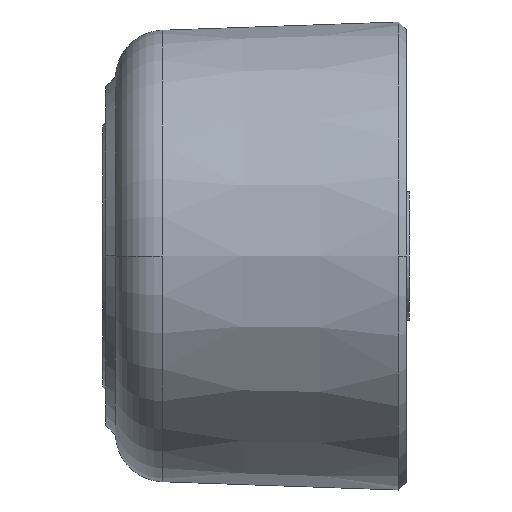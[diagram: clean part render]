
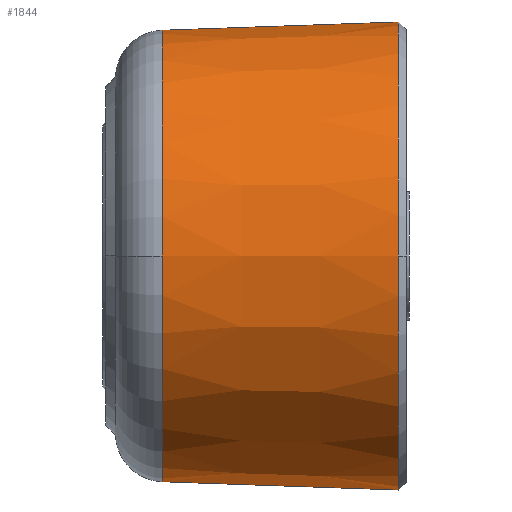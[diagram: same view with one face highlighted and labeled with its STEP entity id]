
A CAD part, left-side view. The second image highlights one B-rep face of the part: STEP entity #1844.
In plain terms, the highlighted conical face has half-angle 2 degrees and reference radius 14.483 mm.
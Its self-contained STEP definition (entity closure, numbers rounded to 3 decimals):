
#37 = AXIS2_PLACEMENT_3D ( 'NONE', #985, #4230, #5174 ) ;
#73 = CARTESIAN_POINT ( 'NONE',  ( -13.972, 15.107, 0. ) ) ;
#80 = DIRECTION ( 'NONE',  ( 0., -1., 0. ) ) ;
#379 = CARTESIAN_POINT ( 'NONE',  ( 0., 0.483, 14.483 ) ) ;
#513 = CONICAL_SURFACE ( 'NONE', #4073, 14.483, 0.035 ) ;
#518 = CARTESIAN_POINT ( 'NONE',  ( 0., 15.107, 0. ) ) ;
#676 = ORIENTED_EDGE ( 'NONE', *, *, #1783, .T. ) ;
#683 = EDGE_CURVE ( 'NONE', #5725, #5916, #2181, .T. ) ;
#764 = CARTESIAN_POINT ( 'NONE',  ( 0., 0.483, -14.483 ) ) ;
#807 = AXIS2_PLACEMENT_3D ( 'NONE', #5372, #3050, #5830 ) ;
#895 = DIRECTION ( 'NONE',  ( 0., 0., -1. ) ) ;
#917 = DIRECTION ( 'NONE',  ( 0., 0., -1. ) ) ;
#959 = ORIENTED_EDGE ( 'NONE', *, *, #4620, .T. ) ;
#985 = CARTESIAN_POINT ( 'NONE',  ( 0., 0.483, 0. ) ) ;
#1089 = AXIS2_PLACEMENT_3D ( 'NONE', #518, #4693, #2871 ) ;
#1222 = EDGE_CURVE ( 'NONE', #3188, #4057, #5555, .T. ) ;
#1285 = DIRECTION ( 'NONE',  ( 0., -0.999, -0.035 ) ) ;
#1334 = VERTEX_POINT ( 'NONE', #1578 ) ;
#1420 = DIRECTION ( 'NONE',  ( 0., -0.999, 0.035 ) ) ;
#1423 = CARTESIAN_POINT ( 'NONE',  ( 0., 0.483, 14.483 ) ) ;
#1578 = CARTESIAN_POINT ( 'NONE',  ( 0., 15.107, -13.972 ) ) ;
#1783 = EDGE_CURVE ( 'NONE', #2264, #1334, #3704, .T. ) ;
#1807 = CARTESIAN_POINT ( 'NONE',  ( 0., 15.107, 0. ) ) ;
#1844 = ADVANCED_FACE ( 'NONE', ( #2836 ), #513, .T. ) ;
#2181 = LINE ( 'NONE', #379, #5859 ) ;
#2203 = EDGE_LOOP ( 'NONE', ( #5312, #959, #676, #2379, #5136, #3001 ) ) ;
#2264 = VERTEX_POINT ( 'NONE', #73 ) ;
#2379 = ORIENTED_EDGE ( 'NONE', *, *, #3052, .T. ) ;
#2836 = FACE_OUTER_BOUND ( 'NONE', #2203, .T. ) ;
#2871 = DIRECTION ( 'NONE',  ( 0., 0., -1. ) ) ;
#3001 = ORIENTED_EDGE ( 'NONE', *, *, #3132, .T. ) ;
#3050 = DIRECTION ( 'NONE',  ( 0., 1., 0. ) ) ;
#3052 = EDGE_CURVE ( 'NONE', #1334, #3188, #3628, .T. ) ;
#3132 = EDGE_CURVE ( 'NONE', #4057, #5916, #5697, .T. ) ;
#3188 = VERTEX_POINT ( 'NONE', #764 ) ;
#3235 = DIRECTION ( 'NONE',  ( 0., -1., 0. ) ) ;
#3311 = AXIS2_PLACEMENT_3D ( 'NONE', #1807, #80, #895 ) ;
#3587 = CARTESIAN_POINT ( 'NONE',  ( 0., 0.483, -14.483 ) ) ;
#3628 = LINE ( 'NONE', #3587, #5836 ) ;
#3704 = CIRCLE ( 'NONE', #3311, 13.972 ) ;
#3901 = CARTESIAN_POINT ( 'NONE',  ( 0., 15.107, 13.972 ) ) ;
#4057 = VERTEX_POINT ( 'NONE', #4605 ) ;
#4073 = AXIS2_PLACEMENT_3D ( 'NONE', #5510, #3235, #917 ) ;
#4230 = DIRECTION ( 'NONE',  ( 0., 1., 0. ) ) ;
#4605 = CARTESIAN_POINT ( 'NONE',  ( -14.483, 0.483, 0. ) ) ;
#4620 = EDGE_CURVE ( 'NONE', #5725, #2264, #5587, .T. ) ;
#4693 = DIRECTION ( 'NONE',  ( 0., -1., 0. ) ) ;
#5136 = ORIENTED_EDGE ( 'NONE', *, *, #1222, .T. ) ;
#5174 = DIRECTION ( 'NONE',  ( 0., 0., -1. ) ) ;
#5312 = ORIENTED_EDGE ( 'NONE', *, *, #683, .F. ) ;
#5372 = CARTESIAN_POINT ( 'NONE',  ( 0., 0.483, 0. ) ) ;
#5510 = CARTESIAN_POINT ( 'NONE',  ( 0., 0.483, 0. ) ) ;
#5555 = CIRCLE ( 'NONE', #37, 14.483 ) ;
#5587 = CIRCLE ( 'NONE', #1089, 13.972 ) ;
#5697 = CIRCLE ( 'NONE', #807, 14.483 ) ;
#5725 = VERTEX_POINT ( 'NONE', #3901 ) ;
#5830 = DIRECTION ( 'NONE',  ( 0., 0., -1. ) ) ;
#5836 = VECTOR ( 'NONE', #1285, 1000. ) ;
#5859 = VECTOR ( 'NONE', #1420, 1000. ) ;
#5916 = VERTEX_POINT ( 'NONE', #1423 ) ;
